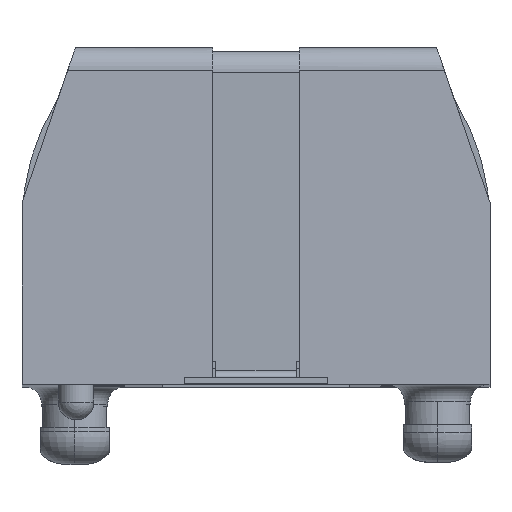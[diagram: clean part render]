
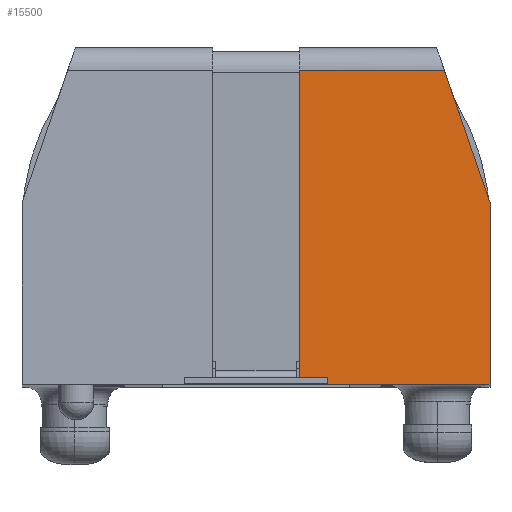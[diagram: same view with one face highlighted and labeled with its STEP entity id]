
A CAD part, top view. The second image highlights one B-rep face of the part: STEP entity #15500.
In plain terms, the highlighted planar face has unit normal (0, 0.018, 1).
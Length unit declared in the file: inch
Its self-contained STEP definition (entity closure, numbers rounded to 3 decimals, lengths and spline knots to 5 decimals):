
#912 = CARTESIAN_POINT ( 'NONE',  ( 0.075, -0.068, 1.518 ) ) ;
#1273 = ORIENTED_EDGE ( 'NONE', *, *, #26579, .T. ) ;
#1966 = CARTESIAN_POINT ( 'NONE',  ( 0.43825, 0.22278, 1.51292 ) ) ;
#2241 = CARTESIAN_POINT ( 'NONE',  ( 0.075, 0., 1.51681 ) ) ;
#2332 = DIRECTION ( 'NONE',  ( 0., -1., 0.017 ) ) ;
#3220 = ORIENTED_EDGE ( 'NONE', *, *, #17062, .F. ) ;
#3567 = ORIENTED_EDGE ( 'NONE', *, *, #27795, .F. ) ;
#3703 = ORIENTED_EDGE ( 'NONE', *, *, #11424, .F. ) ;
#4131 = CARTESIAN_POINT ( 'NONE',  ( 0.4065, 0.315, 1.51131 ) ) ;
#4317 = DIRECTION ( 'NONE',  ( 0.326, -0.945, 0.017 ) ) ;
#4792 = DIRECTION ( 'NONE',  ( -1., 0., 0. ) ) ;
#4900 = CARTESIAN_POINT ( 'NONE',  ( 0.075, 0.5457, 1.50729 ) ) ;
#4984 = LINE ( 'NONE', #1966, #16685 ) ;
#7041 = DIRECTION ( 'NONE',  ( 0., 0.017, 1. ) ) ;
#7359 = CARTESIAN_POINT ( 'NONE',  ( 0.4065, 0., 1.51681 ) ) ;
#7461 = VERTEX_POINT ( 'NONE', #4131 ) ;
#7680 = VECTOR ( 'NONE', #14911, 39.37008 ) ;
#8001 = VERTEX_POINT ( 'NONE', #2241 ) ;
#10258 = LINE ( 'NONE', #4900, #28796 ) ;
#10714 = VERTEX_POINT ( 'NONE', #20779 ) ;
#11424 = EDGE_CURVE ( 'NONE', #26615, #8001, #20232, .T. ) ;
#13991 = CARTESIAN_POINT ( 'NONE',  ( -0.4065, -0.068, 1.518 ) ) ;
#14017 = VECTOR ( 'NONE', #4792, 39.37008 ) ;
#14104 = CARTESIAN_POINT ( 'NONE',  ( -0.4065, 0., 1.51681 ) ) ;
#14707 = FACE_OUTER_BOUND ( 'NONE', #30182, .T. ) ;
#14911 = DIRECTION ( 'NONE',  ( 0., 1., -0.017 ) ) ;
#15500 = ADVANCED_FACE ( 'NONE', ( #14707 ), #30261, .T. ) ;
#16685 = VECTOR ( 'NONE', #4317, 39.37008 ) ;
#17062 = EDGE_CURVE ( 'NONE', #7461, #26615, #18997, .T. ) ;
#18611 = DIRECTION ( 'NONE',  ( -1., 0., 0. ) ) ;
#18997 = LINE ( 'NONE', #25540, #24407 ) ;
#20232 = LINE ( 'NONE', #14104, #14017 ) ;
#20273 = EDGE_CURVE ( 'NONE', #8001, #30213, #26455, .T. ) ;
#20779 = CARTESIAN_POINT ( 'NONE',  ( 0.32706, 0.5457, 1.50729 ) ) ;
#23255 = CARTESIAN_POINT ( 'NONE',  ( 0.075, 0.5457, 1.50729 ) ) ;
#23324 = DIRECTION ( 'NONE',  ( 1., 0., 0. ) ) ;
#24407 = VECTOR ( 'NONE', #2332, 39.37008 ) ;
#24478 = ORIENTED_EDGE ( 'NONE', *, *, #20273, .F. ) ;
#24524 = AXIS2_PLACEMENT_3D ( 'NONE', #13991, #7041, #23324 ) ;
#25540 = CARTESIAN_POINT ( 'NONE',  ( 0.4065, -0.068, 1.518 ) ) ;
#26455 = LINE ( 'NONE', #912, #7680 ) ;
#26579 = EDGE_CURVE ( 'NONE', #10714, #30213, #10258, .T. ) ;
#26615 = VERTEX_POINT ( 'NONE', #7359 ) ;
#27795 = EDGE_CURVE ( 'NONE', #10714, #7461, #4984, .T. ) ;
#28796 = VECTOR ( 'NONE', #18611, 39.37008 ) ;
#30182 = EDGE_LOOP ( 'NONE', ( #3567, #1273, #24478, #3703, #3220 ) ) ;
#30213 = VERTEX_POINT ( 'NONE', #23255 ) ;
#30261 = PLANE ( 'NONE',  #24524 ) ;
